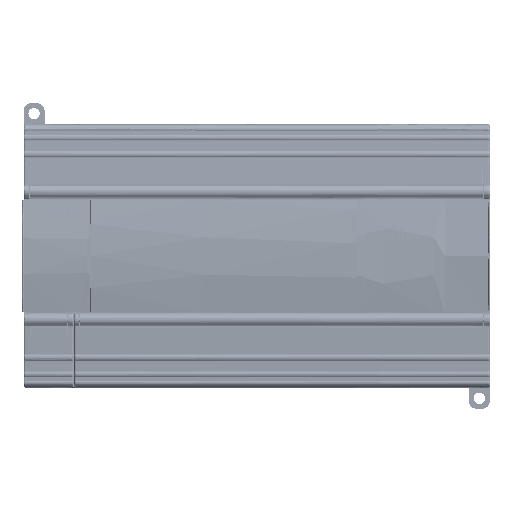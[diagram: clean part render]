
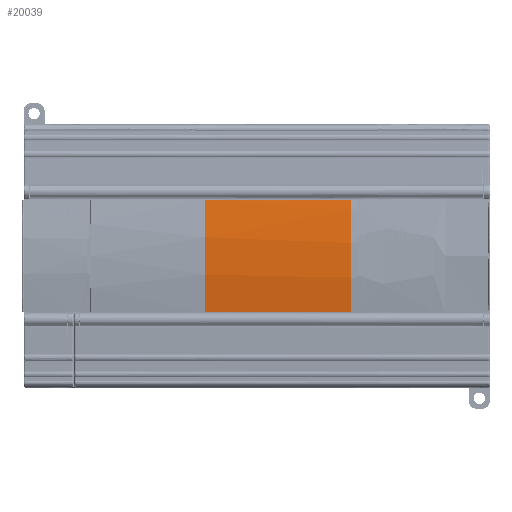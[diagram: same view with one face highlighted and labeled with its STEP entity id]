
A CAD part, front view. The second image highlights one B-rep face of the part: STEP entity #20039.
In plain terms, the highlighted cylindrical face has radius 128.002 mm (diameter 256.003 mm), a partial arc.
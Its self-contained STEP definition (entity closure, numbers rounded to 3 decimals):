
#10568=(
BOUNDED_CURVE()
B_SPLINE_CURVE(3,(#281889,#281890,#281891,#281892),.UNSPECIFIED.,.F.,.F.)
B_SPLINE_CURVE_WITH_KNOTS((4,4),(-12.768,-9.241),
 .UNSPECIFIED.)
CURVE()
GEOMETRIC_REPRESENTATION_ITEM()
RATIONAL_B_SPLINE_CURVE((1.,1.,1.,1.))
REPRESENTATION_ITEM('')
);
#10572=(
BOUNDED_CURVE()
B_SPLINE_CURVE(3,(#281901,#281902,#281903,#281904,#281905,#281906,#281907),
 .UNSPECIFIED.,.F.,.F.)
B_SPLINE_CURVE_WITH_KNOTS((4,3,4),(-51.887,-31.836,
-12.768),.UNSPECIFIED.)
CURVE()
GEOMETRIC_REPRESENTATION_ITEM()
RATIONAL_B_SPLINE_CURVE((1.,1.,1.,1.,
1.,1.,1.))
REPRESENTATION_ITEM('')
);
#11680=CYLINDRICAL_SURFACE('',#153268,128.002);
#20039=ADVANCED_FACE('',(#28240),#11680,.T.);
#28240=FACE_OUTER_BOUND('',#37134,.T.);
#37134=EDGE_LOOP('',(#81813,#81814,#81815,#81816,#81817));
#81813=ORIENTED_EDGE('',*,*,#106000,.T.);
#81814=ORIENTED_EDGE('',*,*,#105996,.T.);
#81815=ORIENTED_EDGE('',*,*,#105993,.F.);
#81816=ORIENTED_EDGE('',*,*,#104389,.F.);
#81817=ORIENTED_EDGE('',*,*,#105994,.F.);
#104389=EDGE_CURVE('',#136538,#136540,#125731,.T.);
#105993=EDGE_CURVE('',#136540,#136541,#127083,.T.);
#105994=EDGE_CURVE('',#136537,#136538,#127084,.T.);
#105996=EDGE_CURVE('',#143587,#136541,#10568,.T.);
#106000=EDGE_CURVE('',#136537,#143587,#10572,.T.);
#125731=B_SPLINE_CURVE_WITH_KNOTS('',3,(#274515,#274516,#274517,#274518,
#274519,#274520,#274521),.UNSPECIFIED.,.F.,.F.,(4,3,4),(0.,21.342,
42.684),.UNSPECIFIED.);
#127083=B_SPLINE_CURVE_WITH_KNOTS('',1,(#281873,#281874),.UNSPECIFIED.,
 .F.,.F.,(2,2),(-55.639,0.),.UNSPECIFIED.);
#127084=B_SPLINE_CURVE_WITH_KNOTS('',1,(#281875,#281876),.UNSPECIFIED.,
 .F.,.F.,(2,2),(-55.638,0.),.UNSPECIFIED.);
#136537=VERTEX_POINT('',#217288);
#136538=VERTEX_POINT('',#217289);
#136540=VERTEX_POINT('',#217291);
#136541=VERTEX_POINT('',#217292);
#143587=VERTEX_POINT('',#224338);
#153268=AXIS2_PLACEMENT_3D('',#209687,#160613,$);
#160613=DIRECTION('',(-1.,0.,0.));
#209687=CARTESIAN_POINT('',(-197.849,33.744,-0.574));
#217288=CARTESIAN_POINT('',(-170.014,-92.485,-21.794));
#217289=CARTESIAN_POINT('',(-225.652,-92.49,-21.792));
#217291=CARTESIAN_POINT('',(-225.653,-92.489,20.647));
#217292=CARTESIAN_POINT('',(-170.014,-92.485,20.646));
#224338=CARTESIAN_POINT('',(-170.014,-93.022,17.161));
#274515=CARTESIAN_POINT('',(-225.652,-92.49,-21.792));
#274516=CARTESIAN_POINT('',(-225.632,-93.668,-14.784));
#274517=CARTESIAN_POINT('',(-225.621,-94.256,-7.678));
#274518=CARTESIAN_POINT('',(-225.621,-94.256,-0.573));
#274519=CARTESIAN_POINT('',(-225.622,-94.256,6.533));
#274520=CARTESIAN_POINT('',(-225.632,-93.667,13.639));
#274521=CARTESIAN_POINT('',(-225.653,-92.489,20.647));
#281873=CARTESIAN_POINT('',(-225.653,-92.489,20.647));
#281874=CARTESIAN_POINT('',(-170.014,-92.485,20.646));
#281875=CARTESIAN_POINT('',(-170.014,-92.485,-21.794));
#281876=CARTESIAN_POINT('',(-225.652,-92.49,-21.792));
#281889=CARTESIAN_POINT('',(-170.014,-93.022,17.161));
#281890=CARTESIAN_POINT('',(-170.014,-92.859,18.323));
#281891=CARTESIAN_POINT('',(-170.014,-92.681,19.485));
#281892=CARTESIAN_POINT('',(-170.014,-92.485,20.646));
#281901=CARTESIAN_POINT('',(-170.014,-92.485,-21.794));
#281902=CARTESIAN_POINT('',(-170.014,-93.617,-15.062));
#281903=CARTESIAN_POINT('',(-170.014,-94.185,-8.373));
#281904=CARTESIAN_POINT('',(-170.014,-94.25,-1.847));
#281905=CARTESIAN_POINT('',(-170.014,-94.315,4.68));
#281906=CARTESIAN_POINT('',(-170.014,-93.878,11.044));
#281907=CARTESIAN_POINT('',(-170.014,-93.022,17.161));
